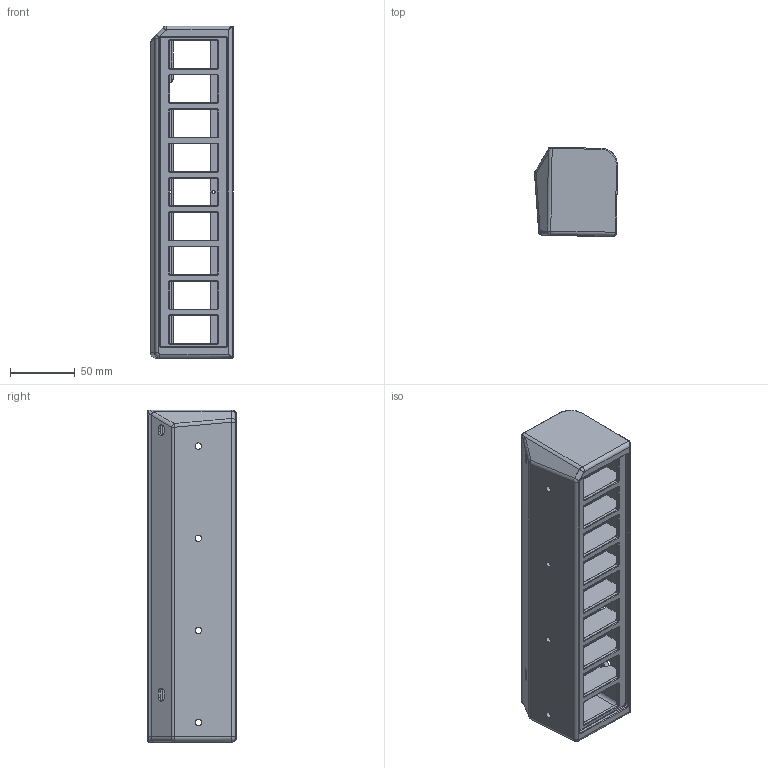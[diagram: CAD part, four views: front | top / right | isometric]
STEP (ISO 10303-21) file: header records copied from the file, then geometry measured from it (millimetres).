
FILE_DESCRIPTION (( 'STEP AP203' ), '1' );
FILE_NAME ('support inter 3mm impression 3d sans logo.STEP', '2024-09-08T09:41:00', ( '' ), ( '' ), 'SwSTEP 2.0', 'SolidWorks 2023', '' );
FILE_SCHEMA (( 'CONFIG_CONTROL_DESIGN' ));
Length unit declared in the file: millimetre
Products named in the file (1): support inter 3mm impression 3d sans logo
Bounding box: 63.95 x 68.34 x 256 mm (x, y, z)
Volume: 177473.7 mm3; surface area: 122057.5 mm2
Topology: 1 solids, 1 shells, 489 faces, 1233 edges, 735 vertices
Faces by surface type: cylinder 247, plane 112, torus 107, bspline 20, sphere 3
Entity records: 15260 total; most frequent: CARTESIAN_POINT 3279, DIRECTION 2662, ORIENTED_EDGE 2456, EDGE_CURVE 1228, AXIS2_PLACEMENT_3D 1050, VERTEX_POINT 735, CIRCLE 580, VECTOR 562
